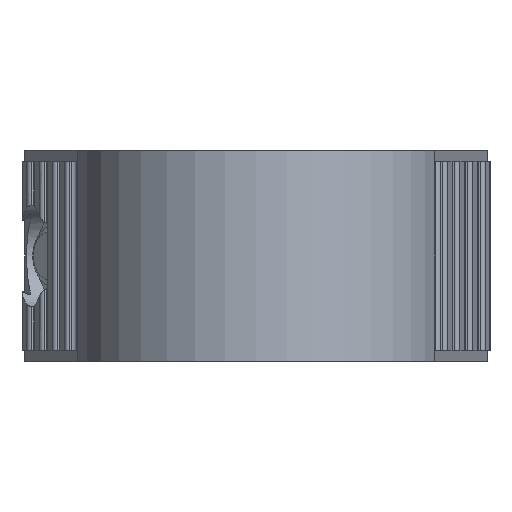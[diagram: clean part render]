
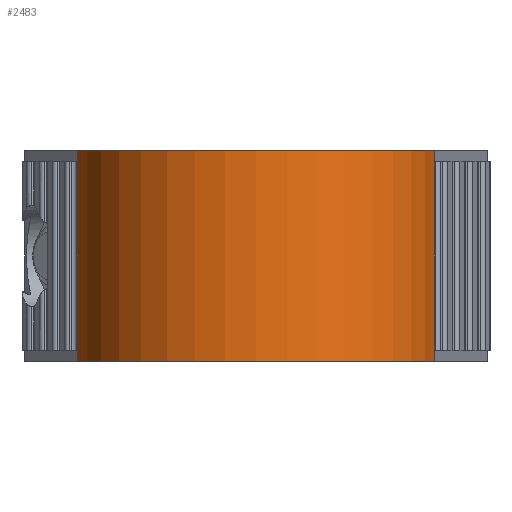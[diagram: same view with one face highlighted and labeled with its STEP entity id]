
A CAD part, front view. The second image highlights one B-rep face of the part: STEP entity #2483.
In plain terms, the highlighted cylindrical face has radius 8.65 mm (diameter 17.3 mm), a partial arc.
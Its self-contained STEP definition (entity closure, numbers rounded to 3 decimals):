
#90=CYLINDRICAL_SURFACE('',#2678,8.65);
#206=LINE('',#4041,#408);
#208=LINE('',#4047,#410);
#408=VECTOR('',#3110,1000.);
#410=VECTOR('',#3116,1000.);
#701=ORIENTED_EDGE('',*,*,#1427,.T.);
#702=ORIENTED_EDGE('',*,*,#1428,.F.);
#703=ORIENTED_EDGE('',*,*,#1429,.F.);
#704=ORIENTED_EDGE('',*,*,#1425,.T.);
#1425=EDGE_CURVE('',#1776,#1775,#206,.T.);
#1427=EDGE_CURVE('',#1775,#1777,#1959,.T.);
#1428=EDGE_CURVE('',#1778,#1777,#208,.T.);
#1429=EDGE_CURVE('',#1776,#1778,#1960,.T.);
#1775=VERTEX_POINT('',#4040);
#1776=VERTEX_POINT('',#4042);
#1777=VERTEX_POINT('',#4046);
#1778=VERTEX_POINT('',#4048);
#1959=CIRCLE('',#2679,8.65);
#1960=CIRCLE('',#2680,8.65);
#2099=EDGE_LOOP('',(#701,#702,#703,#704));
#2261=FACE_BOUND('',#2099,.T.);
#2483=ADVANCED_FACE('',(#2261),#90,.T.);
#2678=AXIS2_PLACEMENT_3D('',#4044,#3112,#3113);
#2679=AXIS2_PLACEMENT_3D('',#4045,#3114,#3115);
#2680=AXIS2_PLACEMENT_3D('',#4049,#3117,#3118);
#3110=DIRECTION('',(0.,0.,-1.));
#3112=DIRECTION('',(0.,0.,-1.));
#3113=DIRECTION('',(-1.,0.,0.));
#3114=DIRECTION('',(0.,0.,1.));
#3115=DIRECTION('',(1.,0.,0.));
#3116=DIRECTION('',(0.,0.,-1.));
#3117=DIRECTION('',(0.,0.,1.));
#3118=DIRECTION('',(1.,0.,0.));
#4040=CARTESIAN_POINT('',(-8.464,-1.787,-5.));
#4041=CARTESIAN_POINT('',(-8.464,-1.787,5.));
#4042=CARTESIAN_POINT('',(-8.464,-1.787,5.));
#4044=CARTESIAN_POINT('',(0.,0.,5.));
#4045=CARTESIAN_POINT('',(0.,0.,-5.));
#4046=CARTESIAN_POINT('',(8.464,-1.787,-5.));
#4047=CARTESIAN_POINT('',(8.464,-1.787,5.));
#4048=CARTESIAN_POINT('',(8.464,-1.787,5.));
#4049=CARTESIAN_POINT('',(0.,0.,5.));
